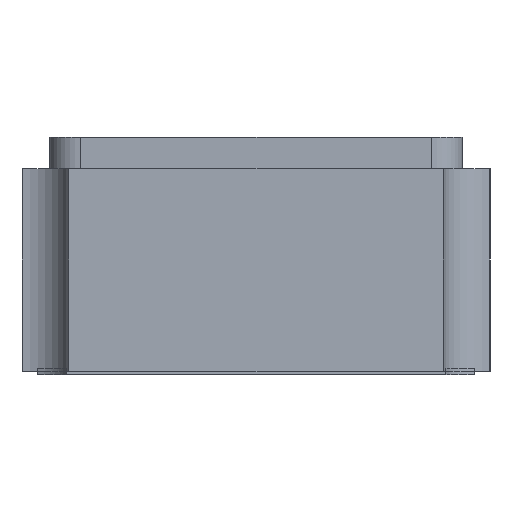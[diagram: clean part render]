
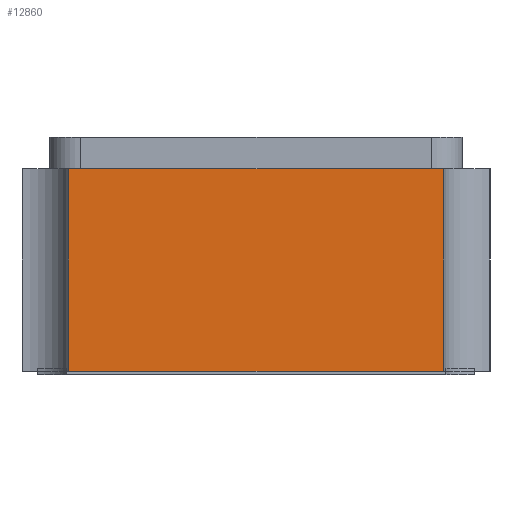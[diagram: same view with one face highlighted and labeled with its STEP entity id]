
A CAD part, left-side view. The second image highlights one B-rep face of the part: STEP entity #12860.
In plain terms, the highlighted planar face has unit normal (-1, 0, 0).
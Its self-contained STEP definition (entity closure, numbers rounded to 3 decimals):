
#520 = VECTOR ( 'NONE', #5731, 1000. ) ;
#706 = EDGE_CURVE ( 'NONE', #1132, #18081, #16482, .T. ) ;
#972 = EDGE_CURVE ( 'NONE', #11168, #9267, #20742, .T. ) ;
#988 = DIRECTION ( 'NONE',  ( 0., -1., 0. ) ) ;
#1132 = VERTEX_POINT ( 'NONE', #4086 ) ;
#2278 = VECTOR ( 'NONE', #8156, 1000. ) ;
#3548 = CARTESIAN_POINT ( 'NONE',  ( -1.6, -0.6, 0.66 ) ) ;
#4086 = CARTESIAN_POINT ( 'NONE',  ( -1.6, 0.6, 0.66 ) ) ;
#4677 = ORIENTED_EDGE ( 'NONE', *, *, #10238, .T. ) ;
#4767 = CARTESIAN_POINT ( 'NONE',  ( -1.6, -0.75, 0.66 ) ) ;
#4798 = AXIS2_PLACEMENT_3D ( 'NONE', #10355, #16209, #6393 ) ;
#5731 = DIRECTION ( 'NONE',  ( 0., 1., 0. ) ) ;
#6269 = LINE ( 'NONE', #15711, #11740 ) ;
#6393 = DIRECTION ( 'NONE',  ( 0., 0., -1. ) ) ;
#8156 = DIRECTION ( 'NONE',  ( 0., 0., -1. ) ) ;
#9267 = VERTEX_POINT ( 'NONE', #20642 ) ;
#10238 = EDGE_CURVE ( 'NONE', #11168, #18081, #6269, .T. ) ;
#10355 = CARTESIAN_POINT ( 'NONE',  ( -1.6, -0.75, 0.66 ) ) ;
#10401 = EDGE_LOOP ( 'NONE', ( #17142, #4677, #17239, #25069 ) ) ;
#11036 = VECTOR ( 'NONE', #988, 1000. ) ;
#11168 = VERTEX_POINT ( 'NONE', #13408 ) ;
#11740 = VECTOR ( 'NONE', #13786, 1000. ) ;
#12492 = FACE_OUTER_BOUND ( 'NONE', #10401, .T. ) ;
#12860 = ADVANCED_FACE ( 'NONE', ( #12492 ), #23716, .F. ) ;
#13250 = CARTESIAN_POINT ( 'NONE',  ( -1.6, 0., 0.01 ) ) ;
#13408 = CARTESIAN_POINT ( 'NONE',  ( -1.6, -0.6, 0.01 ) ) ;
#13786 = DIRECTION ( 'NONE',  ( 0., 0., 1. ) ) ;
#15699 = CARTESIAN_POINT ( 'NONE',  ( -1.6, 0.6, 0.7 ) ) ;
#15711 = CARTESIAN_POINT ( 'NONE',  ( -1.6, -0.6, 0.7 ) ) ;
#16209 = DIRECTION ( 'NONE',  ( 1., 0., 0. ) ) ;
#16482 = LINE ( 'NONE', #4767, #11036 ) ;
#17142 = ORIENTED_EDGE ( 'NONE', *, *, #972, .F. ) ;
#17239 = ORIENTED_EDGE ( 'NONE', *, *, #706, .F. ) ;
#18081 = VERTEX_POINT ( 'NONE', #3548 ) ;
#19642 = LINE ( 'NONE', #15699, #2278 ) ;
#20642 = CARTESIAN_POINT ( 'NONE',  ( -1.6, 0.6, 0.01 ) ) ;
#20742 = LINE ( 'NONE', #13250, #520 ) ;
#23164 = EDGE_CURVE ( 'NONE', #1132, #9267, #19642, .T. ) ;
#23716 = PLANE ( 'NONE',  #4798 ) ;
#25069 = ORIENTED_EDGE ( 'NONE', *, *, #23164, .T. ) ;
